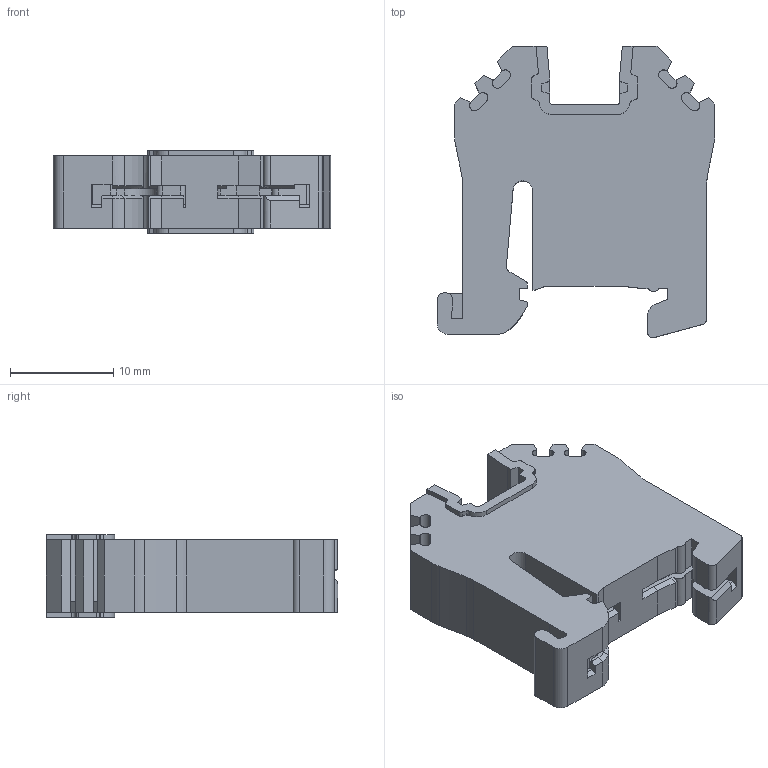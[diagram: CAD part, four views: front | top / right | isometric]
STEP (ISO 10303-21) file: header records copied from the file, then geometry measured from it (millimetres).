
FILE_DESCRIPTION (( 'STEP AP214' ), '1' );
FILE_NAME ('495069_KD5_Grey.STP', '2013-11-18T07:19:50', ( 'arge' ), ( 'Microsoft' ), 'SwSTEP 2.0', 'SolidWorks 2013', '' );
FILE_SCHEMA (( 'AUTOMOTIVE_DESIGN' ));
Length unit declared in the file: millimetre
Products named in the file (1): 495069_KD5_Grey
Bounding box: 26.87 x 28.21 x 8 mm (x, y, z)
Volume: 3605.7 mm3; surface area: 2423.8 mm2
Topology: 1 solids, 1 shells, 264 faces, 764 edges, 501 vertices
Faces by surface type: plane 173, cylinder 85, cone 6
Entity records: 12052 total; most frequent: CARTESIAN_POINT 2375, ORIENTED_EDGE 1526, DIRECTION 1240, EDGE_CURVE 763, LINE 540, VECTOR 540, VERTEX_POINT 501, AXIS2_PLACEMENT_3D 350
